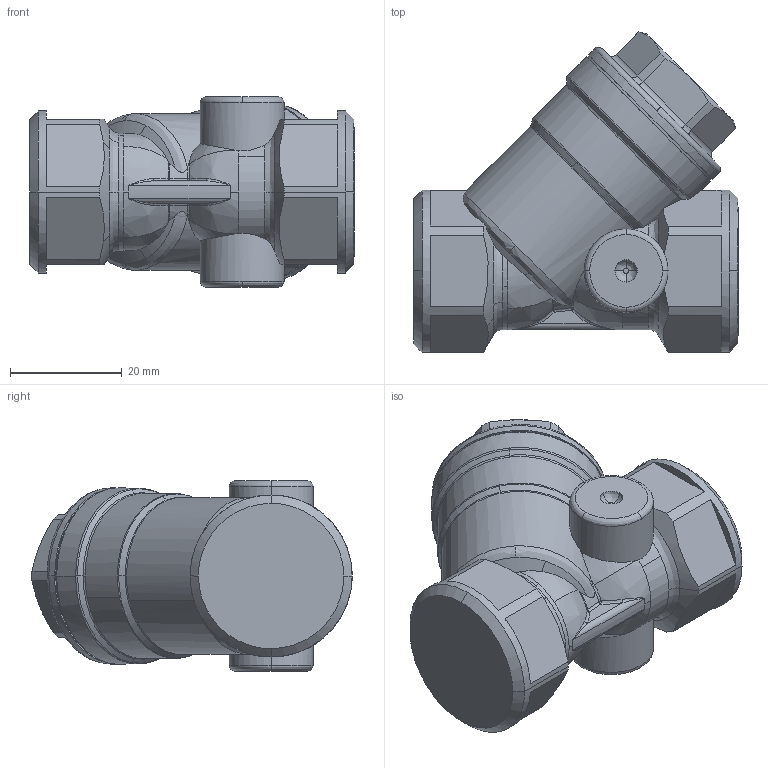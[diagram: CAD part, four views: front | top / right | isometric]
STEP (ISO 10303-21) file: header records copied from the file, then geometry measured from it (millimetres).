
FILE_DESCRIPTION(('CATIA V5 STEP Exchange'),'2;1');
FILE_NAME('STEP_577004_-_TST.stp','2019-09-06T11:29:38+00:00',('none'),('none'),'CATIA Version 5-6 Release 2016 SP4','CATIA V5 STEP AP203','none');
FILE_SCHEMA(('CONFIG_CONTROL_DESIGN'));
Length unit declared in the file: millimetre
Products named in the file (1): 577004 - TST
Bounding box: 58.08 x 57.3 x 34 mm (x, y, z)
Volume: 51684.9 mm3; surface area: 12080.8 mm2
Topology: 1 solids, 6 shells, 264 faces, 680 edges, 430 vertices
Faces by surface type: bspline 129, cylinder 58, plane 53, cone 24
Entity records: 10602 total; most frequent: CARTESIAN_POINT 5827, ORIENTED_EDGE 1352, EDGE_CURVE 676, DIRECTION 457, VERTEX_POINT 430, B_SPLINE_CURVE_WITH_KNOTS 285, EDGE_LOOP 272, ADVANCED_FACE 264
